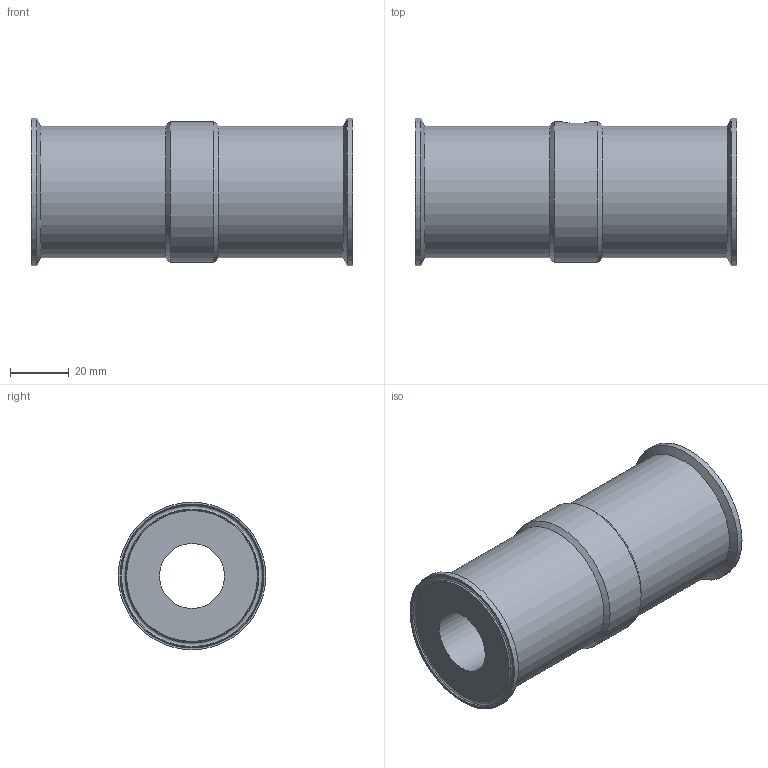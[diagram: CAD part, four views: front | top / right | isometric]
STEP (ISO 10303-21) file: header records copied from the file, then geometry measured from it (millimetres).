
FILE_DESCRIPTION(/* description */ (''),/* implementation_level */ '2;1');
FILE_NAME(/* name */ '31371W.stp',/* time_stamp */ '2018-02-07T11:13:30+01:00',/* author */ ('acgl'),/* organization */ (''),/* preprocessor_version */ 'ST-DEVELOPER v15.6',/* originating_system */ 'Autodesk Inventor 2015',/* authorisation */ '');
FILE_SCHEMA (('AUTOMOTIVE_DESIGN { 1 0 10303 214 3 1 1 }'));
Length unit declared in the file: millimetre
Products named in the file (1): A0013126
Bounding box: 110 x 50.5 x 50.5 mm (x, y, z)
Volume: 137539.6 mm3; surface area: 27768.7 mm2
Topology: 1 solids, 1 shells, 29 faces, 57 edges, 32 vertices
Faces by surface type: cone 8, cylinder 8, plane 7, torus 6
Full cylindrical faces by diameter (mm): 0.5 x1, 10 x1, 22.2 x1, 45 x2, 48 x1, 50.5 x2
Entity records: 675 total; most frequent: CARTESIAN_POINT 131, DIRECTION 117, ORIENTED_EDGE 68, EDGE_LOOP 58, AXIS2_PLACEMENT_3D 58, EDGE_CURVE 33, VERTEX_POINT 32, FACE_BOUND 29
